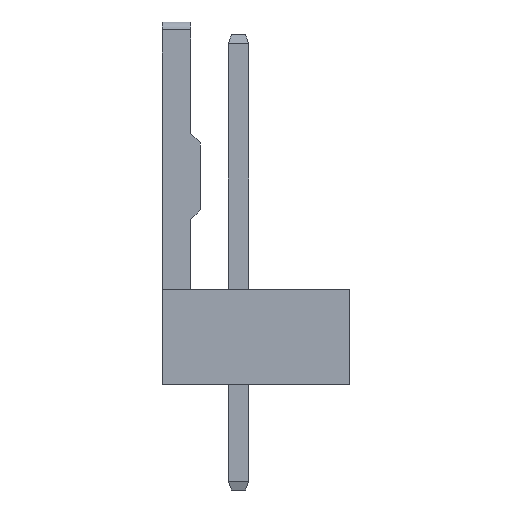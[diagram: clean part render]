
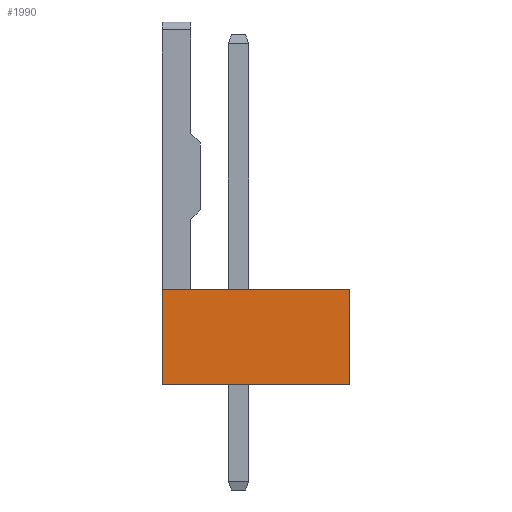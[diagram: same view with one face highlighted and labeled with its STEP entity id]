
A CAD part, left-side view. The second image highlights one B-rep face of the part: STEP entity #1990.
In plain terms, the highlighted planar face has unit normal (-1, 0, 0).
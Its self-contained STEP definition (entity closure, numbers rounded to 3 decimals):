
#113=FACE_OUTER_BOUND('',#223,.T.);
#223=EDGE_LOOP('',(#1484,#1485,#1486,#1487));
#392=LINE('',#3028,#646);
#398=LINE('',#3042,#652);
#404=LINE('',#3052,#658);
#417=LINE('',#3079,#671);
#646=VECTOR('',#2502,1000.);
#652=VECTOR('',#2514,1000.);
#658=VECTOR('',#2522,1000.);
#671=VECTOR('',#2547,1000.);
#864=VERTEX_POINT('',#3025);
#865=VERTEX_POINT('',#3027);
#869=VERTEX_POINT('',#3039);
#870=VERTEX_POINT('',#3041);
#1067=EDGE_CURVE('',#864,#865,#392,.T.);
#1074=EDGE_CURVE('',#870,#869,#398,.T.);
#1080=EDGE_CURVE('',#869,#865,#404,.T.);
#1093=EDGE_CURVE('',#864,#870,#417,.T.);
#1484=ORIENTED_EDGE('',*,*,#1080,.T.);
#1485=ORIENTED_EDGE('',*,*,#1067,.F.);
#1486=ORIENTED_EDGE('',*,*,#1093,.T.);
#1487=ORIENTED_EDGE('',*,*,#1074,.T.);
#1775=PLANE('',#2227);
#1990=ADVANCED_FACE('',(#113),#1775,.T.);
#2227=AXIS2_PLACEMENT_3D('',#3080,#2548,#2549);
#2502=DIRECTION('',(0.,0.,1.));
#2514=DIRECTION('',(0.,0.,1.));
#2522=DIRECTION('',(0.,1.,0.));
#2547=DIRECTION('',(0.,-1.,0.));
#2548=DIRECTION('center_axis',(-1.,0.,0.));
#2549=DIRECTION('ref_axis',(0.,0.,1.));
#3025=CARTESIAN_POINT('',(-1.27,2.4,0.));
#3027=CARTESIAN_POINT('',(-1.27,2.4,3.));
#3028=CARTESIAN_POINT('',(-1.27,2.4,0.));
#3039=CARTESIAN_POINT('',(-1.27,-3.5,3.));
#3041=CARTESIAN_POINT('',(-1.27,-3.5,0.));
#3042=CARTESIAN_POINT('',(-1.27,-3.5,0.));
#3052=CARTESIAN_POINT('',(-1.27,2.4,3.));
#3079=CARTESIAN_POINT('',(-1.27,2.4,0.));
#3080=CARTESIAN_POINT('Origin',(-1.27,2.4,0.));
